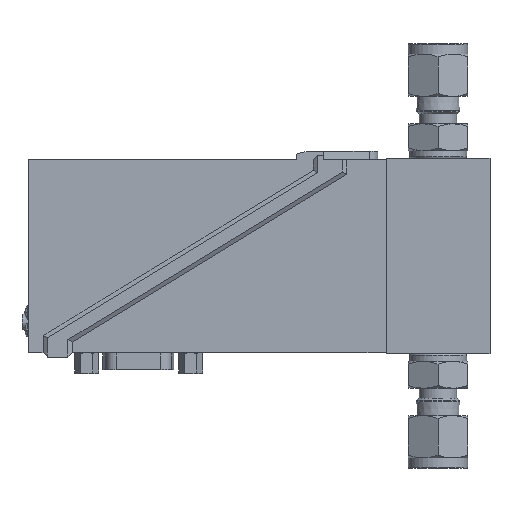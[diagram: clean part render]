
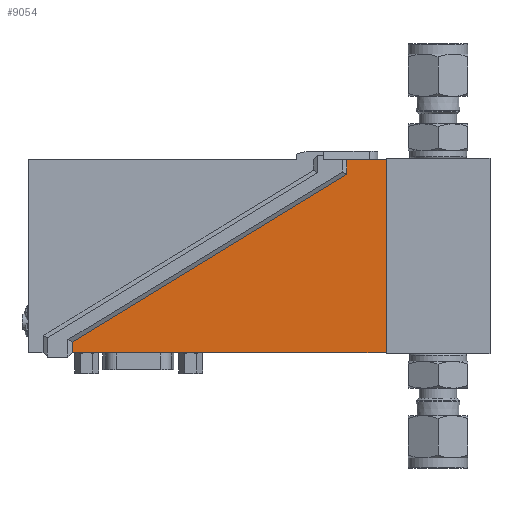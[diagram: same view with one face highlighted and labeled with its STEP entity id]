
A CAD part, left-side view. The second image highlights one B-rep face of the part: STEP entity #9054.
In plain terms, the highlighted planar face has unit normal (-1, 0, 0).
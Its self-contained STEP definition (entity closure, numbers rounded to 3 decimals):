
#771=PLANE('',#9887);
#1230=FACE_OUTER_BOUND('',#1834,.T.);
#1834=EDGE_LOOP('',(#8039,#8040,#8041,#8042,#8043,#8044));
#2661=LINE('',#14514,#3423);
#2951=LINE('',#15254,#3713);
#2990=LINE('',#15415,#3752);
#3013=LINE('',#15484,#3775);
#3015=LINE('',#15487,#3777);
#3016=LINE('',#15488,#3778);
#3423=VECTOR('',#11230,10.);
#3713=VECTOR('',#11894,9.5);
#3752=VECTOR('',#12075,75.5);
#3775=VECTOR('',#12134,77.348);
#3777=VECTOR('',#12138,3.569);
#3778=VECTOR('',#12139,2.598);
#4256=VERTEX_POINT('',#14512);
#4257=VERTEX_POINT('',#14513);
#4520=VERTEX_POINT('',#15252);
#4571=VERTEX_POINT('',#15413);
#4598=VERTEX_POINT('',#15481);
#4599=VERTEX_POINT('',#15483);
#5312=EDGE_CURVE('',#4256,#4257,#2661,.T.);
#5683=EDGE_CURVE('',#4520,#4256,#2951,.T.);
#5766=EDGE_CURVE('',#4257,#4571,#2990,.T.);
#5802=EDGE_CURVE('',#4599,#4598,#3013,.T.);
#5804=EDGE_CURVE('',#4520,#4599,#3015,.T.);
#5805=EDGE_CURVE('',#4598,#4571,#3016,.T.);
#8039=ORIENTED_EDGE('',*,*,#5804,.T.);
#8040=ORIENTED_EDGE('',*,*,#5802,.T.);
#8041=ORIENTED_EDGE('',*,*,#5805,.T.);
#8042=ORIENTED_EDGE('',*,*,#5766,.F.);
#8043=ORIENTED_EDGE('',*,*,#5312,.F.);
#8044=ORIENTED_EDGE('',*,*,#5683,.F.);
#9054=ADVANCED_FACE('',(#1230),#771,.F.);
#9887=AXIS2_PLACEMENT_3D('',#15486,#12136,#12137);
#11230=DIRECTION('',(0.,0.,-1.));
#11894=DIRECTION('',(0.,-1.,0.));
#12075=DIRECTION('',(0.,1.,0.));
#12134=DIRECTION('',(0.,0.853,-0.521));
#12136=DIRECTION('center_axis',(1.,0.,0.));
#12137=DIRECTION('ref_axis',(0.,0.,-1.));
#12138=DIRECTION('',(0.,0.,-1.));
#12139=DIRECTION('',(0.,0.,-1.));
#14512=CARTESIAN_POINT('',(-12.25,12.5,46.7));
#14513=CARTESIAN_POINT('',(-12.25,12.5,0.2));
#14514=CARTESIAN_POINT('',(-12.25,12.5,29.875));
#15252=CARTESIAN_POINT('',(-12.25,22.,46.7));
#15254=CARTESIAN_POINT('',(-12.25,22.,46.7));
#15413=CARTESIAN_POINT('',(-12.25,88.,0.2));
#15415=CARTESIAN_POINT('',(-12.25,12.5,0.2));
#15481=CARTESIAN_POINT('',(-12.25,88.,2.798));
#15483=CARTESIAN_POINT('',(-12.25,22.,43.131));
#15484=CARTESIAN_POINT('',(-12.25,22.,43.131));
#15486=CARTESIAN_POINT('Origin',(-12.25,51.5,23.45));
#15487=CARTESIAN_POINT('',(-12.25,22.,46.7));
#15488=CARTESIAN_POINT('',(-12.25,88.,2.798));
